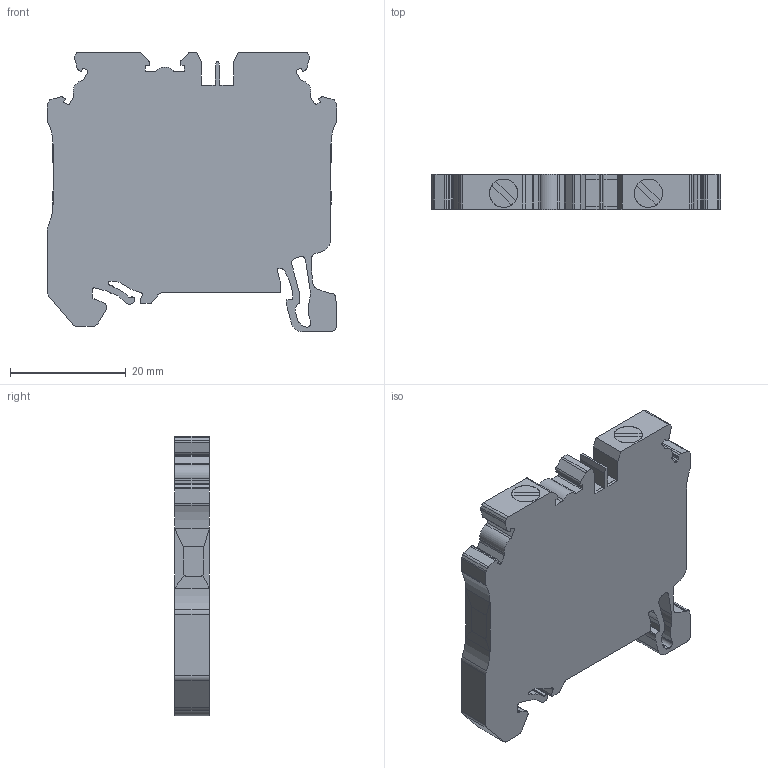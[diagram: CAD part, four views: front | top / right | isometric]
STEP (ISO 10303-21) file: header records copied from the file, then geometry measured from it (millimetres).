
FILE_DESCRIPTION (( 'STEP AP214' ), '1' );
FILE_NAME ('cy4-blue.STEP', '2024-10-30T13:31:02', ( '' ), ( '' ), 'SwSTEP 2.0', 'SolidWorks 2022', '' );
FILE_SCHEMA (( 'AUTOMOTIVE_DESIGN' ));
Length unit declared in the file: millimetre
Products named in the file (1): cy4-blue
Bounding box: 50 x 6 x 48.25 mm (x, y, z)
Volume: 11625.8 mm3; surface area: 5654.7 mm2
Topology: 1 solids, 1 shells, 266 faces, 770 edges, 508 vertices
Faces by surface type: plane 150, cylinder 116
Entity records: 8868 total; most frequent: CARTESIAN_POINT 1545, DIRECTION 1544, ORIENTED_EDGE 1540, EDGE_CURVE 770, VECTOR 530, LINE 530, VERTEX_POINT 508, AXIS2_PLACEMENT_3D 507
